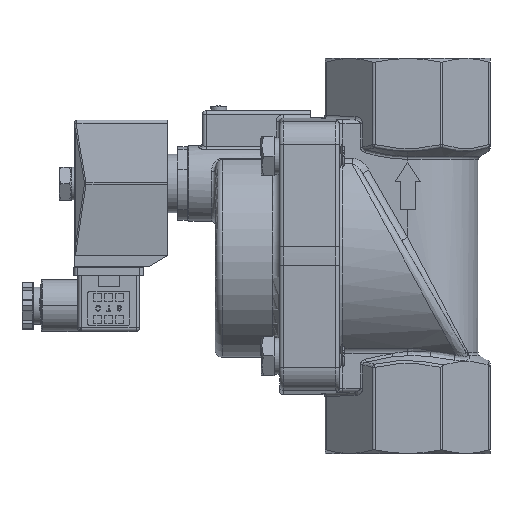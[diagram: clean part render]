
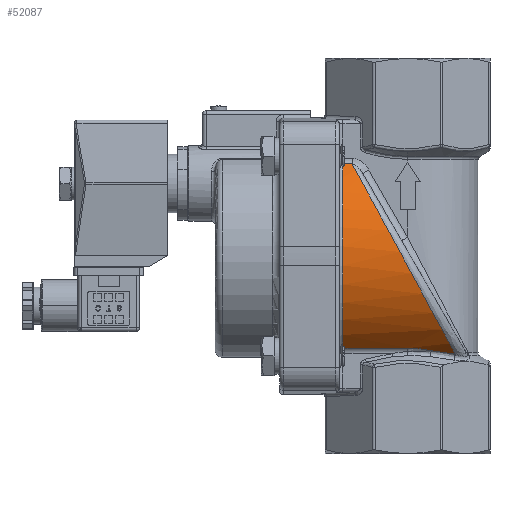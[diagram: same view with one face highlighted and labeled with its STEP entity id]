
A CAD part, left-side view. The second image highlights one B-rep face of the part: STEP entity #52087.
In plain terms, the highlighted cylindrical face has radius 50 mm (diameter 100 mm), a partial arc.
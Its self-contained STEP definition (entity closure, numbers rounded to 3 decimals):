
#6472 = CARTESIAN_POINT ( 'NONE',  ( -30.635, 29.068, -39.516 ) ) ;
#6502 = CARTESIAN_POINT ( 'NONE',  ( -31.132, 64., 39.125 ) ) ;
#6598 = DIRECTION ( 'NONE',  ( 0., 0., -1. ) ) ;
#9044 = FACE_OUTER_BOUND ( 'NONE', #20068, .T. ) ;
#10247 = VERTEX_POINT ( 'NONE', #107598 ) ;
#17977 = CARTESIAN_POINT ( 'NONE',  ( -29.659, 24.968, -40.254 ) ) ;
#19313 = ORIENTED_EDGE ( 'NONE', *, *, #45343, .T. ) ;
#19563 = CARTESIAN_POINT ( 'NONE',  ( -30.207, 27.005, -39.844 ) ) ;
#19877 = CARTESIAN_POINT ( 'NONE',  ( -31.132, 64., -39.125 ) ) ;
#20068 = EDGE_LOOP ( 'NONE', ( #63917, #79484, #42638, #106090, #169806, #19313 ) ) ;
#24145 = EDGE_CURVE ( 'NONE', #10247, #54817, #32014, .T. ) ;
#30219 = AXIS2_PLACEMENT_3D ( 'NONE', #153670, #113996, #36051 ) ;
#31849 = CARTESIAN_POINT ( 'NONE',  ( -58.607, 25.777, -21.29 ) ) ;
#32014 = CIRCLE ( 'NONE', #168455, 50. ) ;
#32749 = CARTESIAN_POINT ( 'NONE',  ( -31.132, 35., -39.125 ) ) ;
#32755 = CARTESIAN_POINT ( 'NONE',  ( -29.895, 25.779, -40.079 ) ) ;
#33456 = CARTESIAN_POINT ( 'NONE',  ( -31.132, 58.565, 39.125 ) ) ;
#36051 = DIRECTION ( 'NONE',  ( 0., 0., -1. ) ) ;
#41003 = B_SPLINE_CURVE_WITH_KNOTS ( 'NONE', 3,
 ( #17977, #70180, #122826, #44346 ),
 .UNSPECIFIED., .F., .F.,
 ( 4, 4 ),
 ( 0., 0.011 ),
 .UNSPECIFIED. ) ;
#42638 = ORIENTED_EDGE ( 'NONE', *, *, #118094, .T. ) ;
#43159 = B_SPLINE_CURVE_WITH_KNOTS ( 'NONE', 3,
 ( #150292, #123293, #84949, #6472, #98096, #19563, #111245, #32755, #124421, #45948 ),
 .UNSPECIFIED., .F., .F.,
 ( 4, 2, 2, 2, 4 ),
 ( 0., 0.005, 0.008, 0.009, 0.01 ),
 .UNSPECIFIED. ) ;
#44346 = CARTESIAN_POINT ( 'NONE',  ( -27.484, 14.663, -41.769 ) ) ;
#45343 = EDGE_CURVE ( 'NONE', #53185, #62535, #47004, .T. ) ;
#45948 = CARTESIAN_POINT ( 'NONE',  ( -29.659, 24.968, -40.254 ) ) ;
#46424 = CARTESIAN_POINT ( 'NONE',  ( -31.132, 62.5, -39.125 ) ) ;
#47004 =( BOUNDED_CURVE ( )  B_SPLINE_CURVE ( 3, ( #136795, #31849, #110351, #149981 ),
 .UNSPECIFIED., .F., .T. ) 
 B_SPLINE_CURVE_WITH_KNOTS ( ( 4, 4 ),
 ( 0.582, 2.469 ),
 .UNSPECIFIED. ) 
 CURVE ( )  GEOMETRIC_REPRESENTATION_ITEM ( )  RATIONAL_B_SPLINE_CURVE ( ( 1., 0.725, 0.725, 1. ) ) 
 REPRESENTATION_ITEM ( '' )  );
#50837 = CARTESIAN_POINT ( 'NONE',  ( -27.484, 14.663, -41.769 ) ) ;
#52087 = ADVANCED_FACE ( 'NONE', ( #9044 ), #97163, .T. ) ;
#53185 = VERTEX_POINT ( 'NONE', #50837 ) ;
#54817 = VERTEX_POINT ( 'NONE', #46424 ) ;
#58343 = DIRECTION ( 'NONE',  ( 0., -1., 0. ) ) ;
#62535 = VERTEX_POINT ( 'NONE', #33456 ) ;
#63917 = ORIENTED_EDGE ( 'NONE', *, *, #94069, .T. ) ;
#70180 = CARTESIAN_POINT ( 'NONE',  ( -29.181, 21.459, -40.605 ) ) ;
#71800 = DIRECTION ( 'NONE',  ( 0., 1., 0. ) ) ;
#71956 = EDGE_CURVE ( 'NONE', #158761, #53185, #41003, .T. ) ;
#79484 = ORIENTED_EDGE ( 'NONE', *, *, #24145, .T. ) ;
#79497 = VECTOR ( 'NONE', #58343, 1000. ) ;
#83633 = LINE ( 'NONE', #19877, #79497 ) ;
#84949 = CARTESIAN_POINT ( 'NONE',  ( -31.005, 31.575, -39.227 ) ) ;
#85064 = DIRECTION ( 'NONE',  ( 0., -1., 0. ) ) ;
#94069 = EDGE_CURVE ( 'NONE', #62535, #10247, #104478, .T. ) ;
#97163 = CYLINDRICAL_SURFACE ( 'NONE', #30219, 50. ) ;
#98096 = CARTESIAN_POINT ( 'NONE',  ( -30.482, 28.239, -39.635 ) ) ;
#104478 = LINE ( 'NONE', #6502, #170350 ) ;
#105998 = VERTEX_POINT ( 'NONE', #32749 ) ;
#106090 = ORIENTED_EDGE ( 'NONE', *, *, #153856, .T. ) ;
#107598 = CARTESIAN_POINT ( 'NONE',  ( -31.132, 62.5, 39.125 ) ) ;
#110351 = CARTESIAN_POINT ( 'NONE',  ( -60.285, 45.976, 15.928 ) ) ;
#111245 = CARTESIAN_POINT ( 'NONE',  ( -30.108, 26.595, -39.919 ) ) ;
#113996 = DIRECTION ( 'NONE',  ( 0., -1., 0. ) ) ;
#118094 = EDGE_CURVE ( 'NONE', #54817, #105998, #83633, .T. ) ;
#122826 = CARTESIAN_POINT ( 'NONE',  ( -28.46, 18.025, -41.127 ) ) ;
#123293 = CARTESIAN_POINT ( 'NONE',  ( -31.132, 33.273, -39.125 ) ) ;
#124421 = CARTESIAN_POINT ( 'NONE',  ( -29.78, 25.372, -40.164 ) ) ;
#136795 = CARTESIAN_POINT ( 'NONE',  ( -27.484, 14.663, -41.769 ) ) ;
#141645 = CARTESIAN_POINT ( 'NONE',  ( -29.659, 24.968, -40.254 ) ) ;
#149981 = CARTESIAN_POINT ( 'NONE',  ( -31.132, 58.565, 39.125 ) ) ;
#150292 = CARTESIAN_POINT ( 'NONE',  ( -31.132, 35., -39.125 ) ) ;
#153670 = CARTESIAN_POINT ( 'NONE',  ( 0., 64., 0. ) ) ;
#153856 = EDGE_CURVE ( 'NONE', #105998, #158761, #43159, .T. ) ;
#158761 = VERTEX_POINT ( 'NONE', #141645 ) ;
#163743 = CARTESIAN_POINT ( 'NONE',  ( 0., 62.5, 0. ) ) ;
#168455 = AXIS2_PLACEMENT_3D ( 'NONE', #163743, #85064, #6598 ) ;
#169806 = ORIENTED_EDGE ( 'NONE', *, *, #71956, .T. ) ;
#170350 = VECTOR ( 'NONE', #71800, 1000. ) ;
